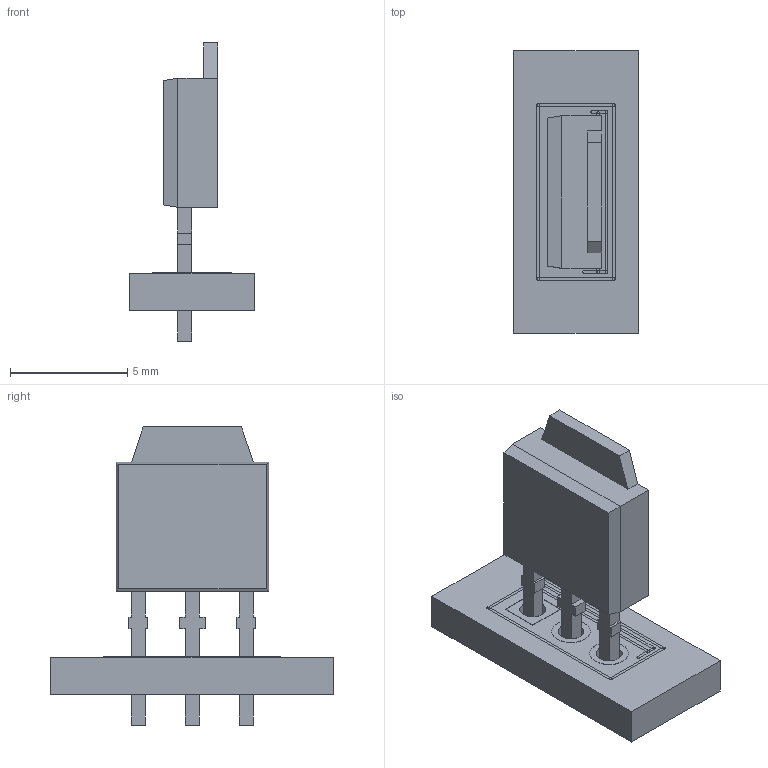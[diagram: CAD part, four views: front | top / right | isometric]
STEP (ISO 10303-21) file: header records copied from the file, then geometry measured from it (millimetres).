
FILE_DESCRIPTION(('FreeCAD Model'),'2;1');
FILE_NAME('Open CASCADE Shape Model','2022-01-08T22:12:49',( 'kicad StepUp'),('ksu MCAD'),'Open CASCADE STEP processor 7.5', 'FreeCAD','Unknown');
FILE_SCHEMA(('AUTOMOTIVE_DESIGN { 1 0 10303 214 1 1 1 1 }'));
Length unit declared in the file: millimetre
Products named in the file (1): Part_sp
Bounding box: 5.32 x 12.04 x 12.7 mm (x, y, z)
Volume: 202.8 mm3; surface area: 490.8 mm2
Topology: 15 solids, 24 shells, 120 faces, 275 edges, 194 vertices
Faces by surface type: plane 97, cylinder 19, bspline 4
Full cylindrical faces by diameter (mm): 1.1 x12, 1.11 x3, 1.65 x4
Entity records: 4173 total; most frequent: CARTESIAN_POINT 606, DIRECTION 561, ORIENTED_EDGE 514, EDGE_CURVE 275, LINE 215, VECTOR 215, VERTEX_POINT 194, AXIS2_PLACEMENT_3D 173
